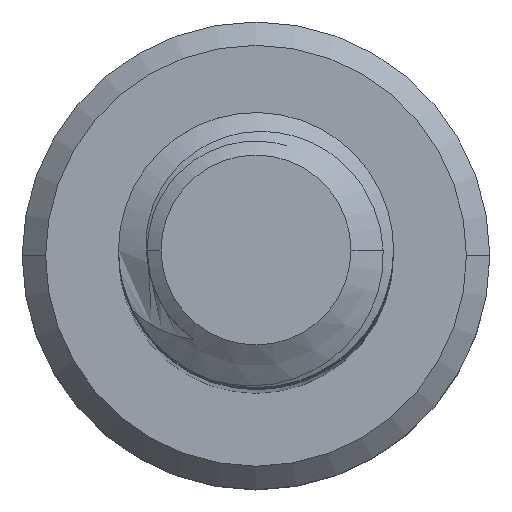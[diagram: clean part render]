
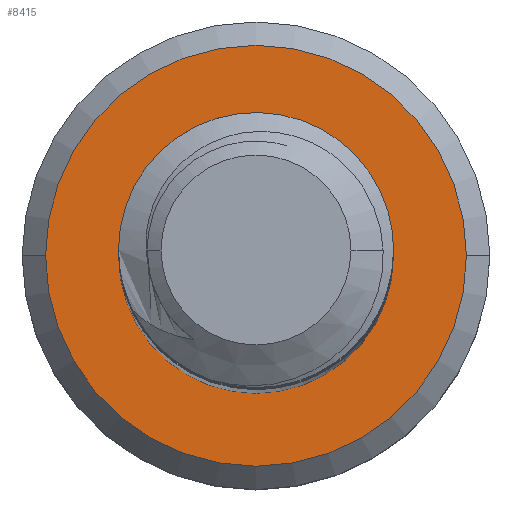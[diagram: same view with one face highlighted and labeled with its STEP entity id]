
A CAD part, top view. The second image highlights one B-rep face of the part: STEP entity #8415.
In plain terms, the highlighted planar face has unit normal (0, 0, 1).
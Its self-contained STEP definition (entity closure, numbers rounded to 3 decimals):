
#201 = AXIS2_PLACEMENT_3D ( 'NONE', #3782, #8895, #4589 ) ;
#266 = ORIENTED_EDGE ( 'NONE', *, *, #8233, .F. ) ;
#379 = CARTESIAN_POINT ( 'NONE',  ( 0., 0., -60. ) ) ;
#396 = VERTEX_POINT ( 'NONE', #6830 ) ;
#575 = CARTESIAN_POINT ( 'NONE',  ( -3.825, 0., -60. ) ) ;
#654 = VERTEX_POINT ( 'NONE', #575 ) ;
#808 = ORIENTED_EDGE ( 'NONE', *, *, #2778, .F. ) ;
#857 = VERTEX_POINT ( 'NONE', #3124 ) ;
#1212 = DIRECTION ( 'NONE',  ( 1., 0., 0. ) ) ;
#1829 = CARTESIAN_POINT ( 'NONE',  ( 0., 0., -60. ) ) ;
#2624 = DIRECTION ( 'NONE',  ( -1., 0., 0. ) ) ;
#2778 = EDGE_CURVE ( 'NONE', #396, #857, #9262, .T. ) ;
#2967 = CARTESIAN_POINT ( 'NONE',  ( 0., 0., -60. ) ) ;
#3000 = PLANE ( 'NONE',  #7899 ) ;
#3068 = CIRCLE ( 'NONE', #8123, 3.825 ) ;
#3124 = CARTESIAN_POINT ( 'NONE',  ( 2.5, 0., -60. ) ) ;
#3210 = EDGE_LOOP ( 'NONE', ( #266, #808 ) ) ;
#3429 = EDGE_CURVE ( 'NONE', #4976, #654, #3068, .T. ) ;
#3782 = CARTESIAN_POINT ( 'NONE',  ( 0., 0., -60. ) ) ;
#4367 = EDGE_LOOP ( 'NONE', ( #7718, #6477 ) ) ;
#4589 = DIRECTION ( 'NONE',  ( -1., 0., 0. ) ) ;
#4655 = CARTESIAN_POINT ( 'NONE',  ( 0., 0., -60. ) ) ;
#4707 = CIRCLE ( 'NONE', #201, 3.825 ) ;
#4976 = VERTEX_POINT ( 'NONE', #8038 ) ;
#5349 = DIRECTION ( 'NONE',  ( -1., 0., 0. ) ) ;
#5412 = DIRECTION ( 'NONE',  ( 1., 0., 0. ) ) ;
#5896 = DIRECTION ( 'NONE',  ( 0., 0., 1. ) ) ;
#6477 = ORIENTED_EDGE ( 'NONE', *, *, #3429, .T. ) ;
#6682 = FACE_OUTER_BOUND ( 'NONE', #4367, .T. ) ;
#6830 = CARTESIAN_POINT ( 'NONE',  ( -2.5, 0., -60. ) ) ;
#7159 = DIRECTION ( 'NONE',  ( 0., 0., 1. ) ) ;
#7718 = ORIENTED_EDGE ( 'NONE', *, *, #8413, .T. ) ;
#7899 = AXIS2_PLACEMENT_3D ( 'NONE', #2967, #9587, #5349 ) ;
#8000 = AXIS2_PLACEMENT_3D ( 'NONE', #4655, #9649, #5412 ) ;
#8038 = CARTESIAN_POINT ( 'NONE',  ( 3.825, 0., -60. ) ) ;
#8123 = AXIS2_PLACEMENT_3D ( 'NONE', #1829, #7159, #2624 ) ;
#8233 = EDGE_CURVE ( 'NONE', #857, #396, #8272, .T. ) ;
#8272 = CIRCLE ( 'NONE', #8534, 2.5 ) ;
#8319 = FACE_BOUND ( 'NONE', #3210, .T. ) ;
#8413 = EDGE_CURVE ( 'NONE', #654, #4976, #4707, .T. ) ;
#8415 = ADVANCED_FACE ( 'NONE', ( #6682, #8319 ), #3000, .F. ) ;
#8534 = AXIS2_PLACEMENT_3D ( 'NONE', #379, #5896, #1212 ) ;
#8895 = DIRECTION ( 'NONE',  ( 0., 0., 1. ) ) ;
#9262 = CIRCLE ( 'NONE', #8000, 2.5 ) ;
#9587 = DIRECTION ( 'NONE',  ( 0., 0., -1. ) ) ;
#9649 = DIRECTION ( 'NONE',  ( 0., 0., 1. ) ) ;
